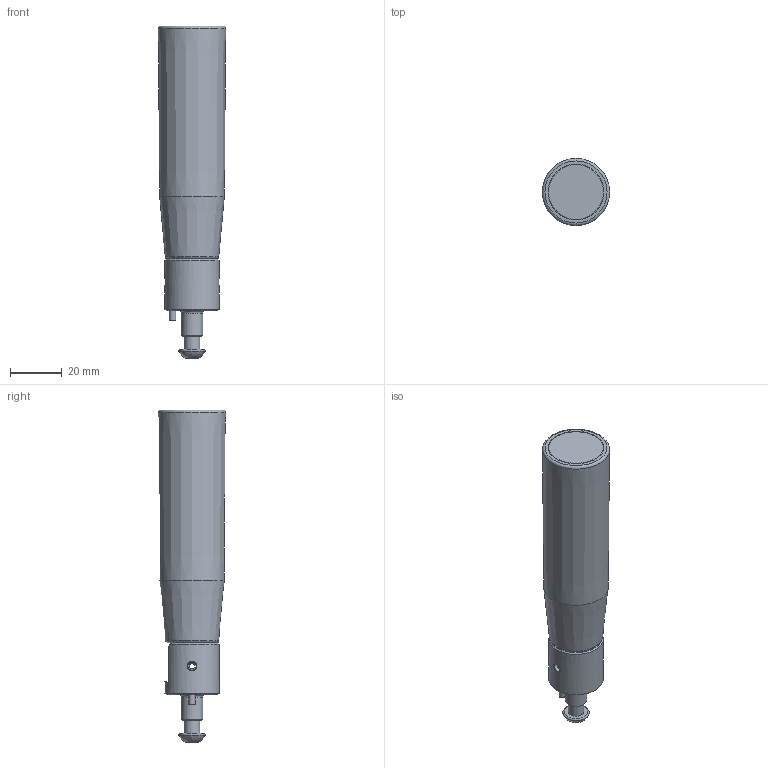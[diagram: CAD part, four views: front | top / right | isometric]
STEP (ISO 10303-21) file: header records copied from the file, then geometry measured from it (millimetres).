
FILE_DESCRIPTION( ( 'Unknown' ), '1' );
FILE_NAME( '6396030_PGRX26x90.stp', 'Unknown', ( 'Unknown' ), ( 'Unknown' ), 'PSStep 11.0', 'Unknown', ' ' );
FILE_SCHEMA( ( 'AUTOMOTIVE_DESIGN { 1 0 10303 214 1 1 1 1 }' ) );
Length unit declared in the file: millimetre
Products named in the file (3): 1833547
Bounding box: 25.98 x 25.98 x 128.3 mm (x, y, z)
Volume: 39224.1 mm3; surface area: 18553.7 mm2
Topology: 3 solids, 4 shells, 105 faces, 244 edges, 153 vertices
Faces by surface type: plane 53, cylinder 26, cone 15, torus 7, bspline 3, sphere 1
Full cylindrical faces by diameter (mm): 2.5 x1, 3.2 x2, 3.5 x1, 6 x1, 6.95 x1, 7 x1, 7.1 x1, 8.3 x1, 11 x1, 11.2 x1, 11.5 x1, 12.6 x1, 14.5 x1, 17.28 x1, 21 x1, 21.6 x2
Entity records: 3868 total; most frequent: CARTESIAN_POINT 850, DIRECTION 451, ORIENTED_EDGE 368, AXIS2_PLACEMENT_3D 186, EDGE_CURVE 184, EDGE_LOOP 165, VERTEX_POINT 135, FACE_OUTER_BOUND 133
